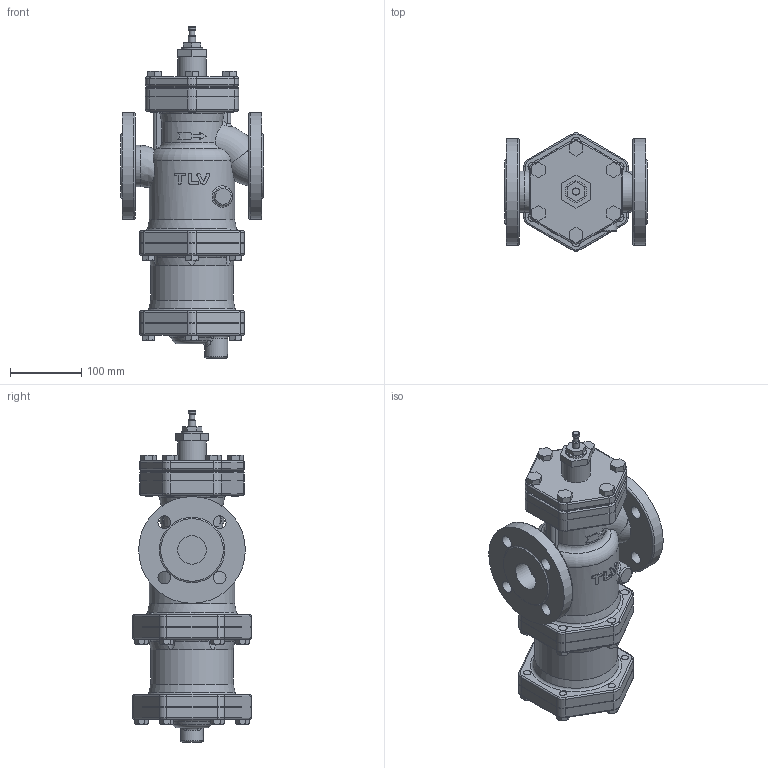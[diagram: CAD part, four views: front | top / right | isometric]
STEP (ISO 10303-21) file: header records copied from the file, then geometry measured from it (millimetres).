
FILE_DESCRIPTION(/* description */ (''),/* implementation_level */ '2;1');
FILE_NAME(/* name */ 'cvcs0-040-e0025-01.stp',/* time_stamp */ '2017-05-16T11:49:36+09:00',/* author */ ('nakaot'),/* organization */ (''),/* preprocessor_version */ 'ST-DEVELOPER v15.6',/* originating_system */ 'Autodesk Inventor 2015',/* authorisation */ '');
FILE_SCHEMA (('CONFIG_CONTROL_DESIGN'));
Length unit declared in the file: millimetre
Products named in the file (1): cvcs0-040-e0025-01
Bounding box: 200 x 166.02 x 466.7 mm (x, y, z)
Volume: 5322306 mm3; surface area: 391200.6 mm2
Topology: 1 solids, 1 shells, 626 faces, 1547 edges, 986 vertices
Faces by surface type: plane 280, cylinder 190, torus 76, bspline 53, cone 27
Full cylindrical faces by diameter (mm): 7.5 x1, 10 x32, 12 x18, 17.475 x1, 18 x8, 30 x1, 32 x1, 40 x3, 66.223 x1, 100 x1, 116 x1, 120 x3, 150 x2
Entity records: 28328 total; most frequent: CARTESIAN_POINT 14299, ORIENTED_EDGE 2828, DIRECTION 2804, EDGE_CURVE 1414, AXIS2_PLACEMENT_3D 1093, VERTEX_POINT 952, EDGE_LOOP 852, FACE_OUTER_BOUND 626
